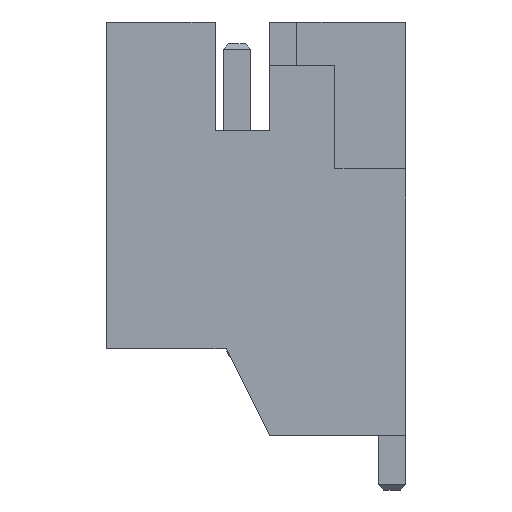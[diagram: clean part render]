
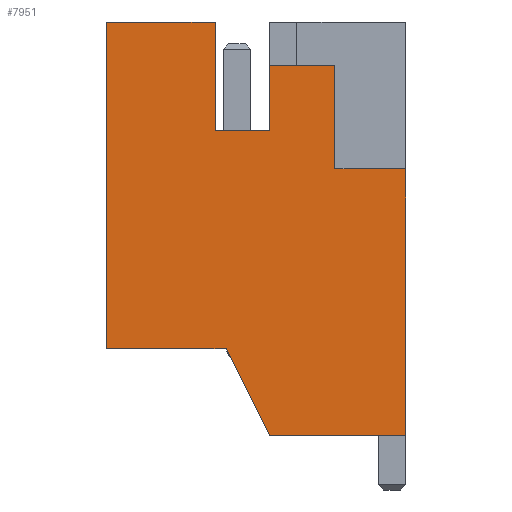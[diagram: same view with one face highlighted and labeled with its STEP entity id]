
A CAD part, left-side view. The second image highlights one B-rep face of the part: STEP entity #7951.
In plain terms, the highlighted planar face has unit normal (-1, 0, 0).
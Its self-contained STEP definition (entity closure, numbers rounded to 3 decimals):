
#245=FACE_OUTER_BOUND('',#697,.T.);
#697=EDGE_LOOP('',(#5305,#5306,#5307,#5308,#5309,#5310,#5311,#5312,#5313,
#5314,#5315,#5316));
#1159=LINE('',#11156,#2223);
#1163=LINE('',#11163,#2227);
#1169=LINE('',#11177,#2233);
#1188=LINE('',#11214,#2252);
#1216=LINE('',#11269,#2280);
#1222=LINE('',#11280,#2286);
#1224=LINE('',#11284,#2288);
#1226=LINE('',#11287,#2290);
#1227=LINE('',#11291,#2291);
#1228=LINE('',#11293,#2292);
#1229=LINE('',#11295,#2293);
#1230=LINE('',#11296,#2294);
#2223=VECTOR('',#8976,10.);
#2227=VECTOR('',#8982,10.);
#2233=VECTOR('',#8992,10.);
#2252=VECTOR('',#9019,10.);
#2280=VECTOR('',#9059,10.);
#2286=VECTOR('',#9067,10.);
#2288=VECTOR('',#9071,10.);
#2290=VECTOR('',#9075,10.);
#2291=VECTOR('',#9080,10.);
#2292=VECTOR('',#9081,10.);
#2293=VECTOR('',#9082,10.);
#2294=VECTOR('',#9083,10.);
#3287=VERTEX_POINT('',#11153);
#3288=VERTEX_POINT('',#11155);
#3290=VERTEX_POINT('',#11161);
#3296=VERTEX_POINT('',#11176);
#3310=VERTEX_POINT('',#11212);
#3330=VERTEX_POINT('',#11266);
#3331=VERTEX_POINT('',#11268);
#3335=VERTEX_POINT('',#11278);
#3336=VERTEX_POINT('',#11282);
#3337=VERTEX_POINT('',#11290);
#3338=VERTEX_POINT('',#11292);
#3339=VERTEX_POINT('',#11294);
#4031=EDGE_CURVE('',#3288,#3287,#1159,.T.);
#4035=EDGE_CURVE('',#3287,#3290,#1163,.T.);
#4041=EDGE_CURVE('',#3296,#3288,#1169,.T.);
#4060=EDGE_CURVE('',#3290,#3310,#1188,.T.);
#4088=EDGE_CURVE('',#3331,#3330,#1216,.T.);
#4094=EDGE_CURVE('',#3330,#3335,#1222,.T.);
#4096=EDGE_CURVE('',#3335,#3336,#1224,.T.);
#4098=EDGE_CURVE('',#3336,#3296,#1226,.T.);
#4099=EDGE_CURVE('',#3310,#3337,#1227,.T.);
#4100=EDGE_CURVE('',#3337,#3338,#1228,.T.);
#4101=EDGE_CURVE('',#3338,#3339,#1229,.T.);
#4102=EDGE_CURVE('',#3339,#3331,#1230,.T.);
#5305=ORIENTED_EDGE('',*,*,#4035,.T.);
#5306=ORIENTED_EDGE('',*,*,#4060,.T.);
#5307=ORIENTED_EDGE('',*,*,#4099,.T.);
#5308=ORIENTED_EDGE('',*,*,#4100,.T.);
#5309=ORIENTED_EDGE('',*,*,#4101,.T.);
#5310=ORIENTED_EDGE('',*,*,#4102,.T.);
#5311=ORIENTED_EDGE('',*,*,#4088,.T.);
#5312=ORIENTED_EDGE('',*,*,#4094,.T.);
#5313=ORIENTED_EDGE('',*,*,#4096,.T.);
#5314=ORIENTED_EDGE('',*,*,#4098,.T.);
#5315=ORIENTED_EDGE('',*,*,#4041,.T.);
#5316=ORIENTED_EDGE('',*,*,#4031,.T.);
#7551=PLANE('',#8432);
#7951=ADVANCED_FACE('',(#245),#7551,.T.);
#8432=AXIS2_PLACEMENT_3D('',#11289,#9078,#9079);
#8976=DIRECTION('',(0.,1.,0.));
#8982=DIRECTION('',(0.,0.,1.));
#8992=DIRECTION('',(0.,0.,-1.));
#9019=DIRECTION('',(0.,1.,0.));
#9059=DIRECTION('',(0.,0.,1.));
#9067=DIRECTION('',(0.,1.,0.));
#9071=DIRECTION('',(0.,0.,1.));
#9075=DIRECTION('',(0.,1.,0.));
#9078=DIRECTION('center_axis',(-1.,0.,0.));
#9079=DIRECTION('ref_axis',(0.,0.,1.));
#9080=DIRECTION('',(0.,0.,-1.));
#9081=DIRECTION('',(0.,-1.,0.));
#9082=DIRECTION('',(0.,-0.447,-0.894));
#9083=DIRECTION('',(0.,-1.,0.));
#11153=CARTESIAN_POINT('',(-14.95,3.5,-2.));
#11155=CARTESIAN_POINT('',(-14.95,2.5,-2.));
#11156=CARTESIAN_POINT('',(-14.95,3.125,-2.));
#11161=CARTESIAN_POINT('',(-14.95,3.5,0.));
#11163=CARTESIAN_POINT('',(-14.95,3.5,-1.5));
#11176=CARTESIAN_POINT('',(-14.95,2.5,-0.8));
#11177=CARTESIAN_POINT('',(-14.95,2.5,-2.5));
#11212=CARTESIAN_POINT('',(-14.95,5.5,0.));
#11214=CARTESIAN_POINT('',(-14.95,0.,0.));
#11266=CARTESIAN_POINT('',(-14.95,0.,-2.7));
#11268=CARTESIAN_POINT('',(-14.95,0.,-7.6));
#11269=CARTESIAN_POINT('',(-14.95,0.,-7.6));
#11278=CARTESIAN_POINT('',(-14.95,1.3,-2.7));
#11280=CARTESIAN_POINT('',(-14.95,2.025,-2.7));
#11282=CARTESIAN_POINT('',(-14.95,1.3,-0.8));
#11284=CARTESIAN_POINT('',(-14.95,1.3,-1.9));
#11287=CARTESIAN_POINT('',(-14.95,2.625,-0.8));
#11289=CARTESIAN_POINT('Origin',(-14.95,2.75,-3.));
#11290=CARTESIAN_POINT('',(-14.95,5.5,-6.));
#11291=CARTESIAN_POINT('',(-14.95,5.5,0.));
#11292=CARTESIAN_POINT('',(-14.95,3.3,-6.));
#11293=CARTESIAN_POINT('',(-14.95,5.5,-6.));
#11294=CARTESIAN_POINT('',(-14.95,2.5,-7.6));
#11295=CARTESIAN_POINT('',(-14.95,3.3,-6.));
#11296=CARTESIAN_POINT('',(-14.95,2.5,-7.6));
